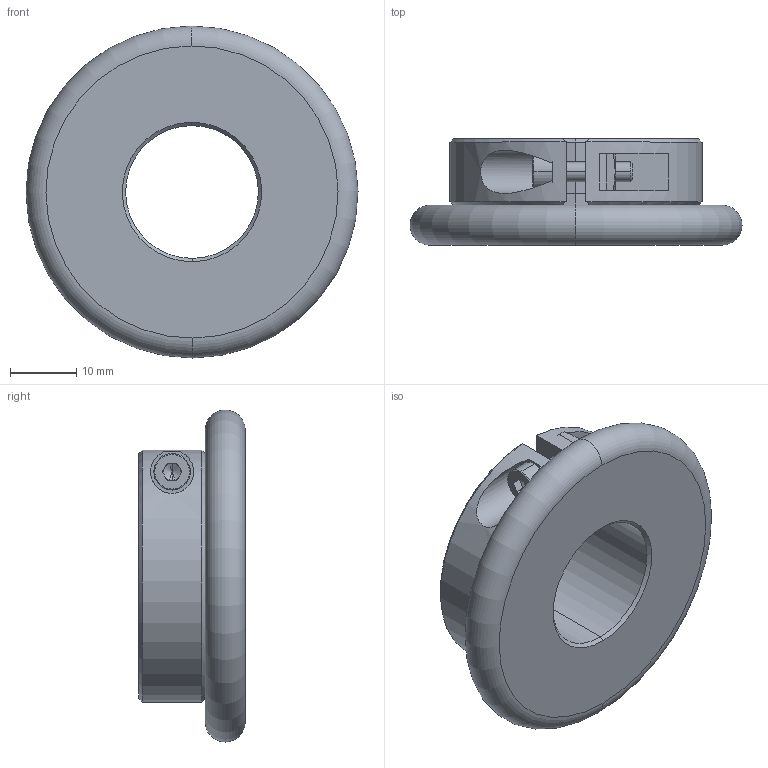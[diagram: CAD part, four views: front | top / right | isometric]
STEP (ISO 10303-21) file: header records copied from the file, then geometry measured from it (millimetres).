
FILE_DESCRIPTION (( 'STEP AP203' ), '1' );
FILE_NAME ('Roller-D50-d20-L16-UPE-POM.STEP', '2020-09-02T05:47:52', ( '' ), ( '' ), 'SwSTEP 2.0', 'SolidWorks 2019', '' );
FILE_SCHEMA (( 'CONFIG_CONTROL_DESIGN' ));
Length unit declared in the file: millimetre
Products named in the file (5): RollerPOM-D38-d25-T10-4N; Roller-UPE-D50-d20-L16-POM; Roller-D50-d20-L16-UPE-POM; square nut_jis_JIS B 1163 M3 --N; hexagon socket head cap screw_jis_JIS B 1176 M3 x 12 (12) --N
Assembly tree (4 placements, depth 2):
  Roller-D50-d20-L16-UPE-POM
    square nut_jis_JIS B 1163 M3 --N
    hexagon socket head cap screw_jis_JIS B 1176 M3 x 12 (12) --N
    RollerPOM-D38-d25-T10-4N
    Roller-UPE-D50-d20-L16-POM
Bounding box: 50 x 16 x 50 mm (x, y, z)
Volume: 16881.4 mm3; surface area: 9589.7 mm2
Topology: 4 solids, 4 shells, 110 faces, 241 edges, 143 vertices
Faces by surface type: plane 47, cone 29, cylinder 28, torus 6
Entity records: 3594 total; most frequent: CARTESIAN_POINT 624, DIRECTION 553, ORIENTED_EDGE 478, EDGE_CURVE 239, AXIS2_PLACEMENT_3D 218, VERTEX_POINT 143, EDGE_LOOP 124, LINE 117
